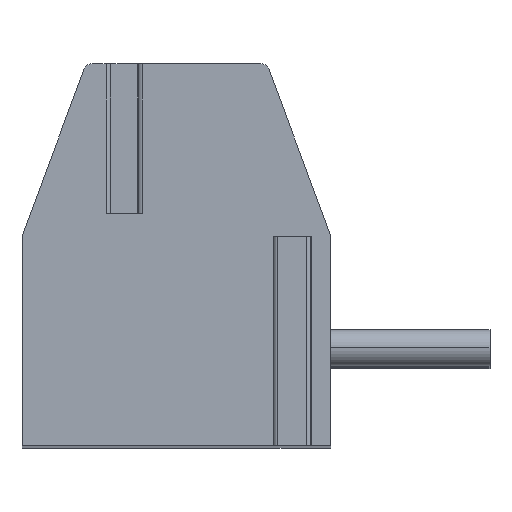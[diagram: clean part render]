
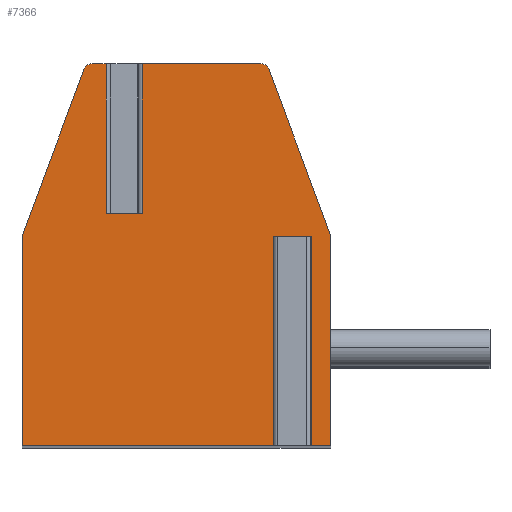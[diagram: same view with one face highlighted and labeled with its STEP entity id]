
A CAD part, top view. The second image highlights one B-rep face of the part: STEP entity #7366.
In plain terms, the highlighted planar face has unit normal (0, 0, 1).
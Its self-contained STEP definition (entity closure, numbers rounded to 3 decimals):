
#13=DIRECTION('',(1.,0.,0.));
#14=VECTOR('',#13,0.796);
#15=CARTESIAN_POINT('',(-1.548,0.9,33.25));
#16=LINE('',#15,#14);
#17=DIRECTION('',(0.,1.,0.));
#18=VECTOR('',#17,3.3);
#19=CARTESIAN_POINT('',(-0.752,0.9,33.25));
#20=LINE('',#19,#18);
#21=DIRECTION('',(-1.,0.,0.));
#22=VECTOR('',#21,2.603);
#23=CARTESIAN_POINT('',(1.851,4.2,33.25));
#24=LINE('',#23,#22);
#25=CARTESIAN_POINT('',(1.851,4.,33.25));
#26=DIRECTION('',(0.,0.,1.));
#27=DIRECTION('',(0.938,0.348,0.));
#28=AXIS2_PLACEMENT_3D('',#25,#26,#27);
#30=DIRECTION('',(-0.348,0.938,0.));
#31=VECTOR('',#30,3.914);
#32=CARTESIAN_POINT('',(3.4,0.4,33.25));
#33=LINE('',#32,#31);
#34=DIRECTION('',(0.,1.,0.));
#35=VECTOR('',#34,4.6);
#36=CARTESIAN_POINT('',(3.4,-4.2,33.25));
#37=LINE('',#36,#35);
#38=DIRECTION('',(1.,0.,0.));
#39=VECTOR('',#38,0.634);
#40=CARTESIAN_POINT('',(2.766,-4.2,33.25));
#41=LINE('',#40,#39);
#42=DIRECTION('',(0.,1.,0.));
#43=VECTOR('',#42,4.6);
#44=CARTESIAN_POINT('',(2.766,-4.2,33.25));
#45=LINE('',#44,#43);
#46=DIRECTION('',(-1.,0.,0.));
#47=VECTOR('',#46,0.43);
#48=CARTESIAN_POINT('',(2.766,0.4,33.25));
#49=LINE('',#48,#47);
#50=DIRECTION('',(0.,1.,0.));
#51=VECTOR('',#50,4.6);
#52=CARTESIAN_POINT('',(2.336,-4.2,33.25));
#53=LINE('',#52,#51);
#54=DIRECTION('',(1.,0.,0.));
#55=VECTOR('',#54,5.736);
#56=CARTESIAN_POINT('',(-3.4,-4.2,33.25));
#57=LINE('',#56,#55);
#58=DIRECTION('',(0.,-1.,0.));
#59=VECTOR('',#58,4.6);
#60=CARTESIAN_POINT('',(-3.4,0.4,33.25));
#61=LINE('',#60,#59);
#62=DIRECTION('',(-0.348,-0.938,0.));
#63=VECTOR('',#62,3.914);
#64=CARTESIAN_POINT('',(-2.038,4.07,33.25));
#65=LINE('',#64,#63);
#66=CARTESIAN_POINT('',(-1.851,4.,33.25));
#67=DIRECTION('',(0.,0.,1.));
#68=DIRECTION('',(0.,1.,0.));
#69=AXIS2_PLACEMENT_3D('',#66,#67,#68);
#71=DIRECTION('',(-1.,0.,0.));
#72=VECTOR('',#71,0.303);
#73=CARTESIAN_POINT('',(-1.548,4.2,33.25));
#74=LINE('',#73,#72);
#75=DIRECTION('',(0.,1.,0.));
#76=VECTOR('',#75,3.3);
#77=CARTESIAN_POINT('',(-1.548,0.9,33.25));
#78=LINE('',#77,#76);
#5753=CARTESIAN_POINT('',(-1.851,4.2,33.25));
#5754=CARTESIAN_POINT('',(-2.038,4.07,33.25));
#5755=VERTEX_POINT('',#5753);
#5756=VERTEX_POINT('',#5754);
#5757=CARTESIAN_POINT('',(-3.4,0.4,33.25));
#5758=VERTEX_POINT('',#5757);
#5759=CARTESIAN_POINT('',(-3.4,-4.2,33.25));
#5760=VERTEX_POINT('',#5759);
#5761=CARTESIAN_POINT('',(3.4,-4.2,33.25));
#5762=CARTESIAN_POINT('',(3.4,0.4,33.25));
#5763=VERTEX_POINT('',#5761);
#5764=VERTEX_POINT('',#5762);
#5765=CARTESIAN_POINT('',(2.038,4.07,33.25));
#5766=VERTEX_POINT('',#5765);
#5767=CARTESIAN_POINT('',(1.851,4.2,33.25));
#5768=VERTEX_POINT('',#5767);
#5809=CARTESIAN_POINT('',(2.766,0.4,33.25));
#5810=CARTESIAN_POINT('',(2.336,0.4,33.25));
#5811=VERTEX_POINT('',#5809);
#5812=VERTEX_POINT('',#5810);
#5813=CARTESIAN_POINT('',(2.336,-4.2,33.25));
#5814=VERTEX_POINT('',#5813);
#5815=CARTESIAN_POINT('',(2.766,-4.2,33.25));
#5816=VERTEX_POINT('',#5815);
#5877=CARTESIAN_POINT('',(-1.548,0.9,33.25));
#5878=CARTESIAN_POINT('',(-0.752,0.9,33.25));
#5879=VERTEX_POINT('',#5877);
#5880=VERTEX_POINT('',#5878);
#5881=CARTESIAN_POINT('',(-1.548,4.2,33.25));
#5882=VERTEX_POINT('',#5881);
#5883=CARTESIAN_POINT('',(-0.752,4.2,33.25));
#5884=VERTEX_POINT('',#5883);
#7327=CARTESIAN_POINT('',(0.,0.,33.25));
#7328=DIRECTION('',(0.,0.,1.));
#7329=DIRECTION('',(1.,0.,0.));
#7330=AXIS2_PLACEMENT_3D('',#7327,#7328,#7329);
#7331=PLANE('',#7330);
#7333=ORIENTED_EDGE('',*,*,#7332,.T.);
#7335=ORIENTED_EDGE('',*,*,#7334,.T.);
#7337=ORIENTED_EDGE('',*,*,#7336,.F.);
#7339=ORIENTED_EDGE('',*,*,#7338,.F.);
#7341=ORIENTED_EDGE('',*,*,#7340,.F.);
#7343=ORIENTED_EDGE('',*,*,#7342,.F.);
#7345=ORIENTED_EDGE('',*,*,#7344,.F.);
#7347=ORIENTED_EDGE('',*,*,#7346,.T.);
#7349=ORIENTED_EDGE('',*,*,#7348,.T.);
#7351=ORIENTED_EDGE('',*,*,#7350,.F.);
#7353=ORIENTED_EDGE('',*,*,#7352,.F.);
#7355=ORIENTED_EDGE('',*,*,#7354,.F.);
#7357=ORIENTED_EDGE('',*,*,#7356,.F.);
#7359=ORIENTED_EDGE('',*,*,#7358,.F.);
#7361=ORIENTED_EDGE('',*,*,#7360,.F.);
#7363=ORIENTED_EDGE('',*,*,#7362,.F.);
#7364=EDGE_LOOP('',(#7333,#7335,#7337,#7339,#7341,#7343,#7345,#7347,#7349,#7351,
#7353,#7355,#7357,#7359,#7361,#7363));
#7365=FACE_OUTER_BOUND('',#7364,.F.);
#29=CIRCLE('',#28,0.2);
#70=CIRCLE('',#69,0.2);
#7332=EDGE_CURVE('',#5879,#5880,#16,.T.);
#7334=EDGE_CURVE('',#5880,#5884,#20,.T.);
#7336=EDGE_CURVE('',#5768,#5884,#24,.T.);
#7338=EDGE_CURVE('',#5766,#5768,#29,.T.);
#7340=EDGE_CURVE('',#5764,#5766,#33,.T.);
#7342=EDGE_CURVE('',#5763,#5764,#37,.T.);
#7344=EDGE_CURVE('',#5816,#5763,#41,.T.);
#7346=EDGE_CURVE('',#5816,#5811,#45,.T.);
#7348=EDGE_CURVE('',#5811,#5812,#49,.T.);
#7350=EDGE_CURVE('',#5814,#5812,#53,.T.);
#7352=EDGE_CURVE('',#5760,#5814,#57,.T.);
#7354=EDGE_CURVE('',#5758,#5760,#61,.T.);
#7356=EDGE_CURVE('',#5756,#5758,#65,.T.);
#7358=EDGE_CURVE('',#5755,#5756,#70,.T.);
#7360=EDGE_CURVE('',#5882,#5755,#74,.T.);
#7362=EDGE_CURVE('',#5879,#5882,#78,.T.);
#7366=ADVANCED_FACE('',(#7365),#7331,.T.);
